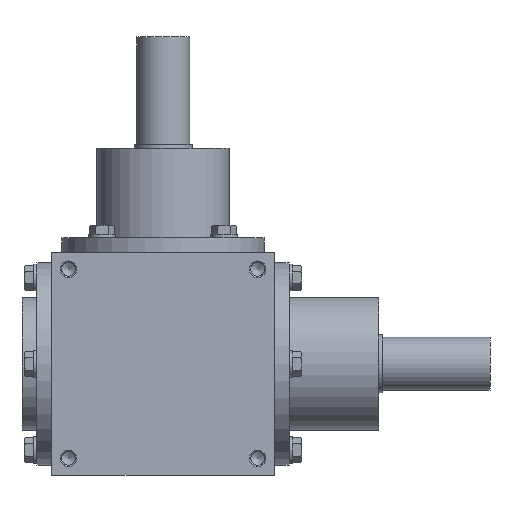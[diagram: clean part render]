
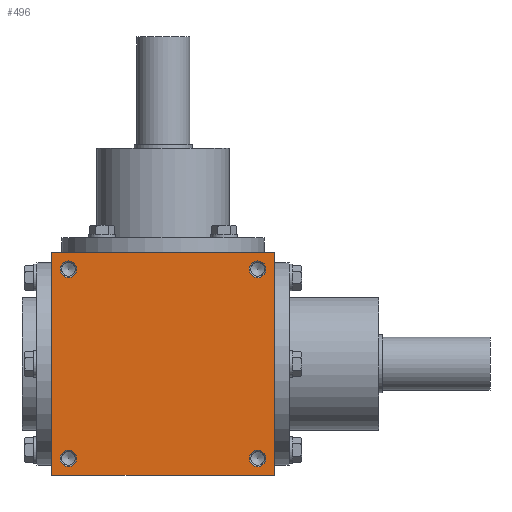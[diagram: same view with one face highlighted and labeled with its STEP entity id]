
A CAD part, front view. The second image highlights one B-rep face of the part: STEP entity #496.
In plain terms, the highlighted planar face has unit normal (0, -1, 0).
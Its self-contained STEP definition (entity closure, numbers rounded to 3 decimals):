
#496 = ADVANCED_FACE( '', ( #1020, #1021, #1022, #1023, #1024 ), #1025, .F. );
#1020 = FACE_BOUND( '', #1621, .T. );
#1021 = FACE_BOUND( '', #1622, .T. );
#1022 = FACE_BOUND( '', #1623, .T. );
#1023 = FACE_BOUND( '', #1624, .T. );
#1024 = FACE_OUTER_BOUND( '', #1625, .T. );
#1025 = PLANE( '', #1626 );
#1621 = EDGE_LOOP( '', ( #2476 ) );
#1622 = EDGE_LOOP( '', ( #2477 ) );
#1623 = EDGE_LOOP( '', ( #2478 ) );
#1624 = EDGE_LOOP( '', ( #2479 ) );
#1625 = EDGE_LOOP( '', ( #2480, #2481, #2482, #2483 ) );
#1626 = AXIS2_PLACEMENT_3D( '', #2484, #2485, #2486 );
#2476 = ORIENTED_EDGE( '', *, *, #3287, .T. );
#2477 = ORIENTED_EDGE( '', *, *, #3288, .T. );
#2478 = ORIENTED_EDGE( '', *, *, #3213, .F. );
#2479 = ORIENTED_EDGE( '', *, *, #3149, .F. );
#2480 = ORIENTED_EDGE( '', *, *, #3289, .T. );
#2481 = ORIENTED_EDGE( '', *, *, #3290, .F. );
#2482 = ORIENTED_EDGE( '', *, *, #3166, .F. );
#2483 = ORIENTED_EDGE( '', *, *, #3155, .T. );
#2484 = CARTESIAN_POINT( '', ( -67., -67., 67. ) );
#2485 = DIRECTION( '', ( 0., 1., 0. ) );
#2486 = DIRECTION( '', ( 0., 0., 1. ) );
#3149 = EDGE_CURVE( '', #3652, #3652, #3653, .T. );
#3155 = EDGE_CURVE( '', #3664, #3662, #3665, .T. );
#3166 = EDGE_CURVE( '', #3664, #3681, #3682, .T. );
#3213 = EDGE_CURVE( '', #3744, #3744, #3745, .T. );
#3287 = EDGE_CURVE( '', #3846, #3846, #3847, .T. );
#3288 = EDGE_CURVE( '', #3848, #3848, #3849, .T. );
#3289 = EDGE_CURVE( '', #3662, #3850, #3851, .T. );
#3290 = EDGE_CURVE( '', #3681, #3850, #3852, .T. );
#3652 = VERTEX_POINT( '', #4350 );
#3653 = CIRCLE( '', #4351, 5. );
#3662 = VERTEX_POINT( '', #4360 );
#3664 = VERTEX_POINT( '', #4363 );
#3665 = LINE( '', #4364, #4365 );
#3681 = VERTEX_POINT( '', #4383 );
#3682 = LINE( '', #4384, #4385 );
#3744 = VERTEX_POINT( '', #4461 );
#3745 = CIRCLE( '', #4462, 5. );
#3846 = VERTEX_POINT( '', #4586 );
#3847 = CIRCLE( '', #4587, 5. );
#3848 = VERTEX_POINT( '', #4588 );
#3849 = CIRCLE( '', #4589, 5. );
#3850 = VERTEX_POINT( '', #4590 );
#3851 = LINE( '', #4591, #4592 );
#3852 = LINE( '', #4593, #4594 );
#4350 = CARTESIAN_POINT( '', ( 57., -67., 52. ) );
#4351 = AXIS2_PLACEMENT_3D( '', #5032, #5033, #5034 );
#4360 = CARTESIAN_POINT( '', ( -67., -67., -67. ) );
#4363 = CARTESIAN_POINT( '', ( -67., -67., 67. ) );
#4364 = CARTESIAN_POINT( '', ( -67., -67., 67. ) );
#4365 = VECTOR( '', #5045, 1000. );
#4383 = CARTESIAN_POINT( '', ( 67., -67., 67. ) );
#4384 = CARTESIAN_POINT( '', ( -67., -67., 67. ) );
#4385 = VECTOR( '', #5066, 1000. );
#4461 = CARTESIAN_POINT( '', ( 57., -67., -62. ) );
#4462 = AXIS2_PLACEMENT_3D( '', #5138, #5139, #5140 );
#4586 = CARTESIAN_POINT( '', ( -57., -67., -52. ) );
#4587 = AXIS2_PLACEMENT_3D( '', #5249, #5250, #5251 );
#4588 = CARTESIAN_POINT( '', ( -57., -67., 62. ) );
#4589 = AXIS2_PLACEMENT_3D( '', #5252, #5253, #5254 );
#4590 = CARTESIAN_POINT( '', ( 67., -67., -67. ) );
#4591 = CARTESIAN_POINT( '', ( -67., -67., -67. ) );
#4592 = VECTOR( '', #5255, 1000. );
#4593 = CARTESIAN_POINT( '', ( 67., -67., 67. ) );
#4594 = VECTOR( '', #5256, 1000. );
#5032 = CARTESIAN_POINT( '', ( 57., -67., 57. ) );
#5033 = DIRECTION( '', ( 0., -1., 0. ) );
#5034 = DIRECTION( '', ( 0., 0., -1. ) );
#5045 = DIRECTION( '', ( 0., 0., -1. ) );
#5066 = DIRECTION( '', ( 1., 0., 0. ) );
#5138 = CARTESIAN_POINT( '', ( 57., -67., -57. ) );
#5139 = DIRECTION( '', ( 0., -1., 0. ) );
#5140 = DIRECTION( '', ( 0., 0., -1. ) );
#5249 = CARTESIAN_POINT( '', ( -57., -67., -57. ) );
#5250 = DIRECTION( '', ( 0., 1., 0. ) );
#5251 = DIRECTION( '', ( 0., 0., 1. ) );
#5252 = CARTESIAN_POINT( '', ( -57., -67., 57. ) );
#5253 = DIRECTION( '', ( 0., 1., 0. ) );
#5254 = DIRECTION( '', ( 0., 0., 1. ) );
#5255 = DIRECTION( '', ( 1., 0., 0. ) );
#5256 = DIRECTION( '', ( 0., 0., -1. ) );
